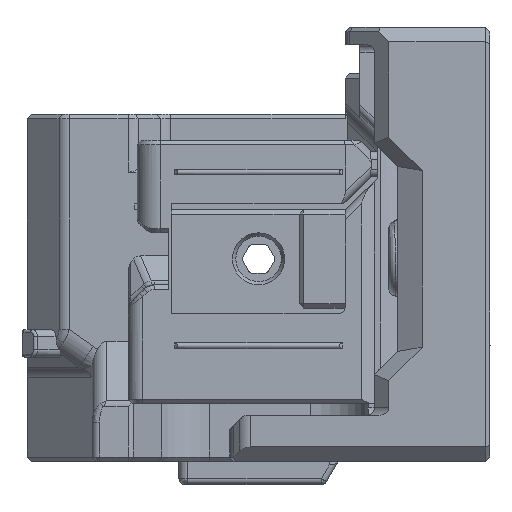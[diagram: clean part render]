
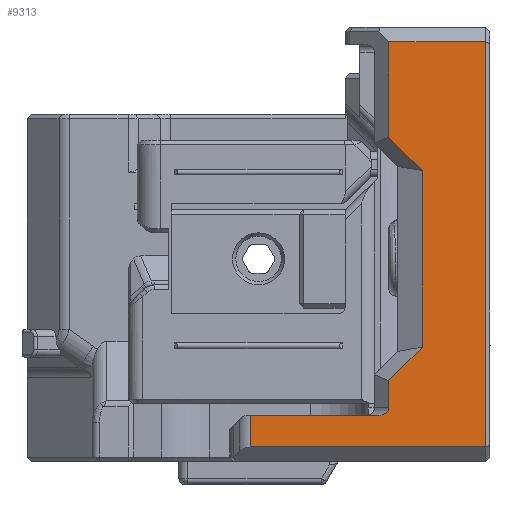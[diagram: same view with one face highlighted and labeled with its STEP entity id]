
A CAD part, front view. The second image highlights one B-rep face of the part: STEP entity #9313.
In plain terms, the highlighted planar face has unit normal (0, -1, 0).
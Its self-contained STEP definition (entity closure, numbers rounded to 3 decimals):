
#715=FACE_OUTER_BOUND('',#1261,.T.);
#1261=EDGE_LOOP('',(#6408,#6409,#6410,#6411,#6412,#6413,#6414,#6415,#6416,
#6417,#6418));
#1785=ELLIPSE('',#9945,0.707,0.5);
#1903=LINE('',#13471,#2877);
#1968=LINE('',#13648,#2942);
#1969=LINE('',#13650,#2943);
#1970=LINE('',#13652,#2944);
#1971=LINE('',#13654,#2945);
#1972=LINE('',#13656,#2946);
#1973=LINE('',#13658,#2947);
#1974=LINE('',#13660,#2948);
#1975=LINE('',#13664,#2949);
#1976=LINE('',#13665,#2950);
#2877=VECTOR('',#10846,1000.);
#2942=VECTOR('',#11019,1000.);
#2943=VECTOR('',#11020,1000.);
#2944=VECTOR('',#11021,1000.);
#2945=VECTOR('',#11022,1000.);
#2946=VECTOR('',#11023,1000.);
#2947=VECTOR('',#11024,1000.);
#2948=VECTOR('',#11025,1000.);
#2949=VECTOR('',#11028,1000.);
#2950=VECTOR('',#11029,1000.);
#3863=VERTEX_POINT('',#13468);
#3864=VERTEX_POINT('',#13470);
#3922=VERTEX_POINT('',#13647);
#3923=VERTEX_POINT('',#13649);
#3924=VERTEX_POINT('',#13651);
#3925=VERTEX_POINT('',#13653);
#3926=VERTEX_POINT('',#13655);
#3927=VERTEX_POINT('',#13657);
#3928=VERTEX_POINT('',#13659);
#3929=VERTEX_POINT('',#13661);
#3930=VERTEX_POINT('',#13663);
#4791=EDGE_CURVE('',#3864,#3863,#1903,.T.);
#4880=EDGE_CURVE('',#3863,#3922,#1968,.T.);
#4881=EDGE_CURVE('',#3922,#3923,#1969,.T.);
#4882=EDGE_CURVE('',#3923,#3924,#1970,.T.);
#4883=EDGE_CURVE('',#3924,#3925,#1971,.T.);
#4884=EDGE_CURVE('',#3926,#3925,#1972,.T.);
#4885=EDGE_CURVE('',#3926,#3927,#1973,.T.);
#4886=EDGE_CURVE('',#3927,#3928,#1974,.T.);
#4887=EDGE_CURVE('',#3928,#3929,#1785,.T.);
#4888=EDGE_CURVE('',#3930,#3929,#1975,.T.);
#4889=EDGE_CURVE('',#3930,#3864,#1976,.T.);
#6408=ORIENTED_EDGE('',*,*,#4791,.T.);
#6409=ORIENTED_EDGE('',*,*,#4880,.T.);
#6410=ORIENTED_EDGE('',*,*,#4881,.T.);
#6411=ORIENTED_EDGE('',*,*,#4882,.T.);
#6412=ORIENTED_EDGE('',*,*,#4883,.T.);
#6413=ORIENTED_EDGE('',*,*,#4884,.F.);
#6414=ORIENTED_EDGE('',*,*,#4885,.T.);
#6415=ORIENTED_EDGE('',*,*,#4886,.T.);
#6416=ORIENTED_EDGE('',*,*,#4887,.T.);
#6417=ORIENTED_EDGE('',*,*,#4888,.F.);
#6418=ORIENTED_EDGE('',*,*,#4889,.T.);
#8941=PLANE('',#9944);
#9313=ADVANCED_FACE('',(#715),#8941,.T.);
#9944=AXIS2_PLACEMENT_3D('',#13646,#11017,#11018);
#9945=AXIS2_PLACEMENT_3D('',#13662,#11026,#11027);
#10846=DIRECTION('',(1.,0.,0.));
#11017=DIRECTION('center_axis',(0.,-1.,0.));
#11018=DIRECTION('ref_axis',(1.,0.,0.));
#11019=DIRECTION('',(0.,0.,1.));
#11020=DIRECTION('',(-1.,0.,0.));
#11021=DIRECTION('',(0.,0.,-1.));
#11022=DIRECTION('',(0.707,0.,-0.707));
#11023=DIRECTION('',(0.,0.,1.));
#11024=DIRECTION('',(-0.707,0.,-0.707));
#11025=DIRECTION('',(0.,0.,-1.));
#11026=DIRECTION('center_axis',(0.,1.,0.));
#11027=DIRECTION('ref_axis',(1.,0.,0.));
#11028=DIRECTION('',(1.,0.,0.));
#11029=DIRECTION('',(0.,0.,-1.));
#13468=CARTESIAN_POINT('',(15.7,-38.,1.));
#13470=CARTESIAN_POINT('',(-0.586,-38.,1.));
#13471=CARTESIAN_POINT('',(16.,-38.,1.));
#13646=CARTESIAN_POINT('Origin',(0.,-38.,0.));
#13647=CARTESIAN_POINT('',(15.7,-38.,29.));
#13648=CARTESIAN_POINT('',(15.7,-38.,29.));
#13649=CARTESIAN_POINT('',(9.,-38.,29.));
#13650=CARTESIAN_POINT('',(0.,-38.,29.));
#13651=CARTESIAN_POINT('',(9.,-38.,22.414));
#13652=CARTESIAN_POINT('',(9.,-38.,28.8));
#13653=CARTESIAN_POINT('',(11.307,-38.,20.107));
#13654=CARTESIAN_POINT('',(12.014,-38.,19.4));
#13655=CARTESIAN_POINT('',(11.307,-38.,7.893));
#13656=CARTESIAN_POINT('',(11.307,-38.,4.446));
#13657=CARTESIAN_POINT('',(9.,-38.,5.586));
#13658=CARTESIAN_POINT('',(8.707,-38.,5.293));
#13659=CARTESIAN_POINT('',(9.,-38.,3.7));
#13660=CARTESIAN_POINT('',(9.,-38.,3.2));
#13661=CARTESIAN_POINT('',(8.293,-38.,3.2));
#13662=CARTESIAN_POINT('Origin',(8.293,-38.,3.7));
#13663=CARTESIAN_POINT('',(-0.586,-38.,3.2));
#13664=CARTESIAN_POINT('',(-8.,-38.,3.2));
#13665=CARTESIAN_POINT('',(-0.586,-38.,0.));
